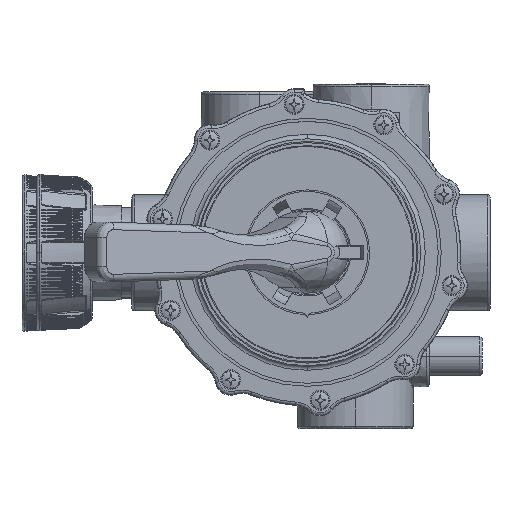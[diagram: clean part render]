
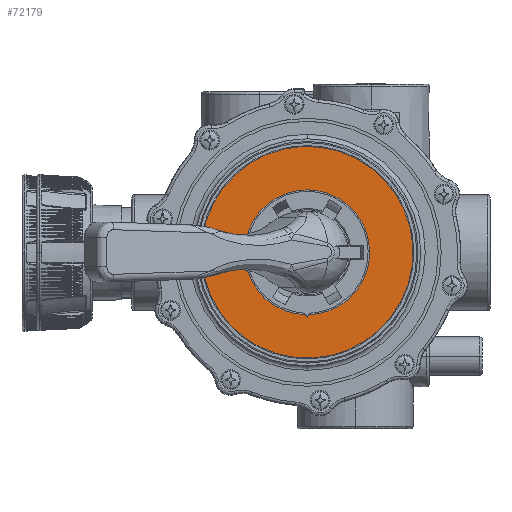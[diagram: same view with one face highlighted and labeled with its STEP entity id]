
A CAD part, top view. The second image highlights one B-rep face of the part: STEP entity #72179.
In plain terms, the highlighted face is planar.
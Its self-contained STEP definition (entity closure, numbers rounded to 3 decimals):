
#72054=CARTESIAN_POINT('',(0.,0.25,0.));
#72055=DIRECTION('',(0.,1.,0.));
#72056=DIRECTION('',(1.,0.,0.));
#72057=AXIS2_PLACEMENT_3D('',#72054,#72055,#72056);
#72059=CARTESIAN_POINT('',(0.,0.25,0.));
#72060=DIRECTION('',(0.,1.,0.));
#72061=DIRECTION('',(-1.,0.,0.));
#72062=AXIS2_PLACEMENT_3D('',#72059,#72060,#72061);
#72064=DIRECTION('',(-0.545,0.,0.839));
#72065=VECTOR('',#72064,2.328);
#72066=CARTESIAN_POINT('',(2.25,0.25,-42.941));
#72067=LINE('',#72066,#72065);
#72068=DIRECTION('',(-0.454,0.,-0.891));
#72069=VECTOR('',#72068,2.328);
#72070=CARTESIAN_POINT('',(3.308,0.25,-40.866));
#72071=LINE('',#72070,#72069);
#72085=CARTESIAN_POINT('',(0.,0.25,0.));
#72086=DIRECTION('',(0.,-1.,0.));
#72087=DIRECTION('',(0.081,0.,-0.997));
#72088=AXIS2_PLACEMENT_3D('',#72085,#72086,#72087);
#72098=CARTESIAN_POINT('',(69.5,0.25,0.));
#72099=CARTESIAN_POINT('',(-69.5,0.25,0.));
#72100=VERTEX_POINT('',#72098);
#72101=VERTEX_POINT('',#72099);
#72108=CARTESIAN_POINT('',(2.25,0.25,-42.941));
#72109=CARTESIAN_POINT('',(0.982,0.25,-40.988));
#72110=VERTEX_POINT('',#72108);
#72111=VERTEX_POINT('',#72109);
#72112=CARTESIAN_POINT('',(3.308,0.25,-40.866));
#72113=VERTEX_POINT('',#72112);
#72162=CARTESIAN_POINT('',(0.,0.25,0.));
#72163=DIRECTION('',(0.,1.,0.));
#72164=DIRECTION('',(1.,0.,0.));
#72165=AXIS2_PLACEMENT_3D('',#72162,#72163,#72164);
#72166=PLANE('',#72165);
#72167=ORIENTED_EDGE('',*,*,#72142,.F.);
#72168=ORIENTED_EDGE('',*,*,#72156,.F.);
#72169=EDGE_LOOP('',(#72167,#72168));
#72170=FACE_OUTER_BOUND('',#72169,.F.);
#72172=ORIENTED_EDGE('',*,*,#72171,.T.);
#72174=ORIENTED_EDGE('',*,*,#72173,.F.);
#72176=ORIENTED_EDGE('',*,*,#72175,.T.);
#72177=EDGE_LOOP('',(#72172,#72174,#72176));
#72178=FACE_BOUND('',#72177,.F.);
#72179=ADVANCED_FACE('',(#72170,#72178),#72166,.T.);
#72058=CIRCLE('',#72057,69.5);
#72063=CIRCLE('',#72062,69.5);
#72089=CIRCLE('',#72088,41.);
#72142=EDGE_CURVE('',#72100,#72101,#72058,.T.);
#72156=EDGE_CURVE('',#72101,#72100,#72063,.T.);
#72171=EDGE_CURVE('',#72110,#72111,#72067,.T.);
#72173=EDGE_CURVE('',#72113,#72111,#72089,.T.);
#72175=EDGE_CURVE('',#72113,#72110,#72071,.T.);
